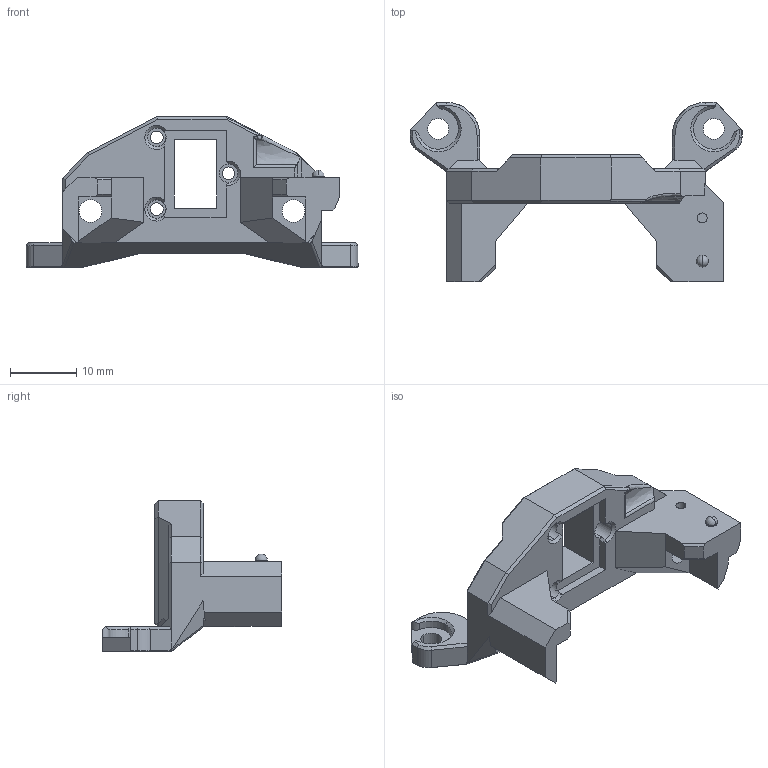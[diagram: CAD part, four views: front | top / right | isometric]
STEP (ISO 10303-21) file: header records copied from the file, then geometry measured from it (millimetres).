
FILE_DESCRIPTION (( 'STEP AP214' ), '1' );
FILE_NAME ('Micron Burner Klicky Probe PCB Mount v7_Fabreeko_CNC.STEP', '2024-10-08T23:02:40', ( '' ), ( '' ), 'SwSTEP 2.0', 'SolidWorks 2024', '' );
FILE_SCHEMA (( 'AUTOMOTIVE_DESIGN' ));
Length unit declared in the file: metre
Products named in the file (1): Micron Burner Klicky Probe PCB Mount v7_Fabreeko_CNC
Bounding box: 50 x 27 x 22.65 mm (x, y, z)
Volume: 5345.1 mm3; surface area: 3821.9 mm2
Topology: 1 solids, 3 shells, 278 faces, 734 edges, 468 vertices
Faces by surface type: plane 178, cylinder 60, cone 30, bspline 7, sphere 3
Entity records: 8854 total; most frequent: CARTESIAN_POINT 2063, ORIENTED_EDGE 1464, DIRECTION 1336, EDGE_CURVE 732, VECTOR 494, LINE 494, VERTEX_POINT 468, AXIS2_PLACEMENT_3D 421
